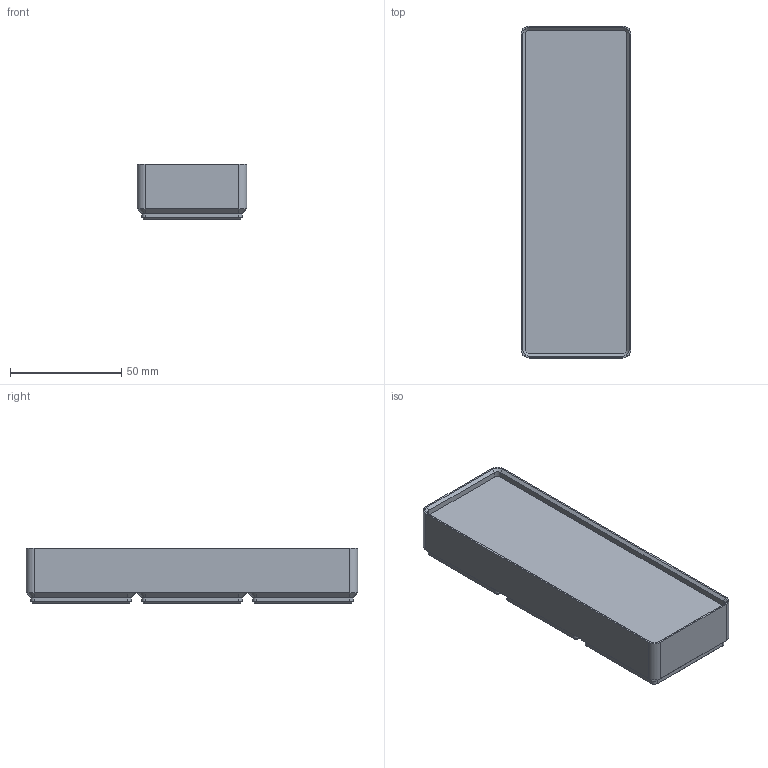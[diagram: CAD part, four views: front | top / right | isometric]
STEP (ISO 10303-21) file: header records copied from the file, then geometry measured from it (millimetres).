
FILE_DESCRIPTION(/* description */ (''),/* implementation_level */ '2;1');
FILE_NAME(/* name */ 'Untitled.step',/* time_stamp */ '2025-10-06T05:11:39-04:00',/* author */ (''),/* organization */ (''),/* preprocessor_version */ 'ST-DEVELOPER v20.1',/* originating_system */ 'Autodesk Translation Framework v14.17.0.0',/* authorisation */ '');
FILE_SCHEMA (('AUTOMOTIVE_DESIGN { 1 0 10303 214 3 1 1 }'));
Length unit declared in the file: millimetre
Products named in the file (2): (Unsaved); Gridfinity bin 3x1x3
Assembly tree (1 placements, depth 2):
  (Unsaved)
    Gridfinity bin 3x1x3
Bounding box: 49.5 x 149.5 x 24.8 mm (x, y, z)
Volume: 152733.4 mm3; surface area: 25450 mm2
Topology: 1 solids, 1 shells, 105 faces, 234 edges, 132 vertices
Faces by surface type: plane 57, cone 28, cylinder 20
Entity records: 2861 total; most frequent: DIRECTION 506, CARTESIAN_POINT 490, ORIENTED_EDGE 468, EDGE_CURVE 234, AXIS2_PLACEMENT_3D 172, LINE 162, VECTOR 162, VERTEX_POINT 132
